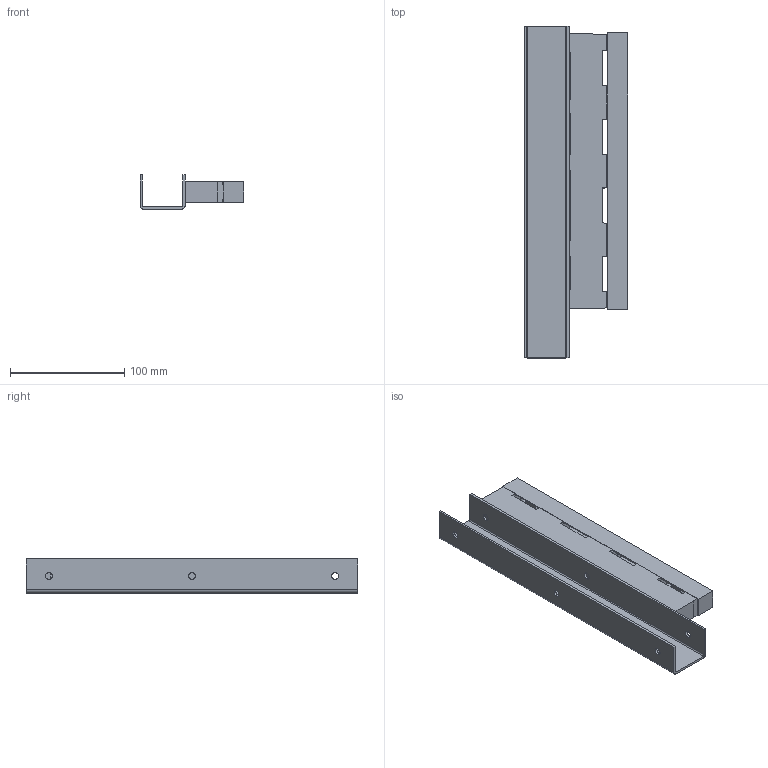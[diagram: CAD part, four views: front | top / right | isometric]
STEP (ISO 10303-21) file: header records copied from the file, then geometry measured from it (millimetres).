
FILE_DESCRIPTION((''),'2;1');
FILE_NAME('001341880_LG_T6_A_EPLAN_ASM','2023-03-08T14:39:34',('klemen.sitar'),('Audax d.o.o.'),'CREO PARAMETRIC BY PTC INC, 2021304','CREO PARAMETRIC BY PTC INC, 2021304','');
FILE_SCHEMA(('AP242_MANAGED_MODEL_BASED_3D_ENGINEERING_MIM_LF { 1 0 10303 442 1 1 4 }'));
Length unit declared in the file: millimetre
Products named in the file (7): PRT0005; 33675_01_L_SST-UNTERTEIL_4-PO_1; 67481_EJOT-PT-SCHRAUBE_1_1_1; PRT0114_1_1; G1440002_L_SAMMELSCHIENENTRAE_1_ASM; ASM0002_ASM; 001341880_LG_T6_A_EPLAN_ASM
Assembly tree (10 placements, depth 4):
  001341880_LG_T6_A_EPLAN_ASM
    PRT0005
    ASM0002_ASM
      G1440002_L_SAMMELSCHIENENTRAE_1_ASM
        33675_01_L_SST-UNTERTEIL_4-PO_1
        67481_EJOT-PT-SCHRAUBE_1_1_1  x5
        PRT0114_1_1
Bounding box: 90.71 x 290 x 30 mm (x, y, z)
Volume: 199284.2 mm3; surface area: 128146.5 mm2
Topology: 8 solids, 8 shells, 1187 faces, 2825 edges, 1694 vertices
Faces by surface type: plane 856, cylinder 155, torus 121, cone 40, sphere 15
Entity records: 23740 total; most frequent: CARTESIAN_POINT 3464, DIRECTION 3126, ORIENTED_EDGE 3046, PRESENTATION_STYLE_ASSIGNMENT 1527, STYLED_ITEM 1527, CURVE_STYLE 1523, EDGE_CURVE 1523, AXIS2_PLACEMENT_3D 1063
